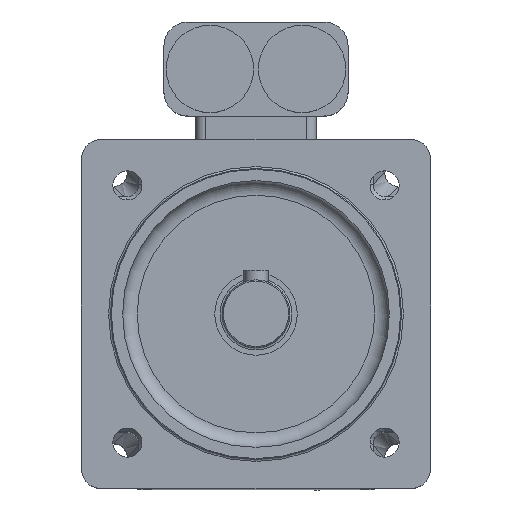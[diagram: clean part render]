
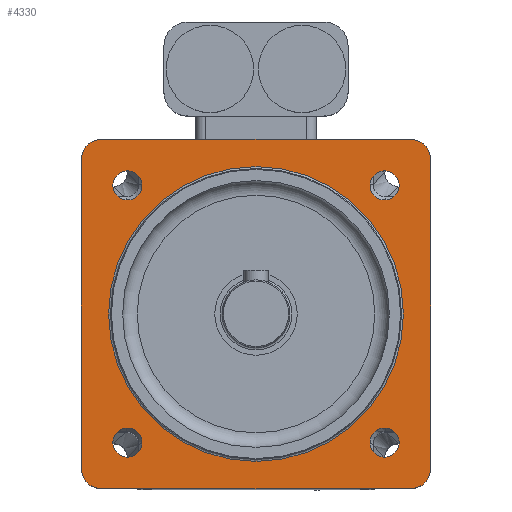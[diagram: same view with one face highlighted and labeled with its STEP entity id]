
A CAD part, top view. The second image highlights one B-rep face of the part: STEP entity #4330.
In plain terms, the highlighted planar face has unit normal (0, 0, 1).
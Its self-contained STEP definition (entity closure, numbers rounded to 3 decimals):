
#4196=CARTESIAN_POINT('',(30.4,0.,10.));
#4197=VERTEX_POINT('',#4196);
#4198=CARTESIAN_POINT('',(0.,0.,10.));
#4199=DIRECTION('',(0.0,0.0,1.0));
#4200=DIRECTION('',(-1.0,0.0,0.0));
#4201=AXIS2_PLACEMENT_3D('',#4198,#4199,#4200);
#4202=CIRCLE('',#4201,30.4);
#4203=EDGE_CURVE('',#4197,#4197,#4202,.T.);
#4208=CARTESIAN_POINT('',(0.,0.,10.));
#4209=DIRECTION('',(0.0,0.0,-1.0));
#4210=DIRECTION('',(-1.0,0.0,0.0));
#4211=AXIS2_PLACEMENT_3D('',#4208,#4209,#4210);
#4212=PLANE('',#4211);
#4213=CARTESIAN_POINT('',(32.0,36.,10.));
#4214=VERTEX_POINT('',#4213);
#4215=CARTESIAN_POINT('',(36.,32.,10.));
#4216=VERTEX_POINT('',#4215);
#4217=CARTESIAN_POINT('',(32.0,32.0,10.));
#4218=DIRECTION('',(0.0,0.0,-1.0));
#4219=DIRECTION('',(0.707,0.707,0.0));
#4220=AXIS2_PLACEMENT_3D('',#4217,#4218,#4219);
#4221=CIRCLE('',#4220,4.);
#4222=EDGE_CURVE('',#4214,#4216,#4221,.T.);
#4223=ORIENTED_EDGE('',*,*,#4222,.F.);
#4224=CARTESIAN_POINT('',(-32.,36.,10.));
#4225=VERTEX_POINT('',#4224);
#4226=CARTESIAN_POINT('',(-32.,36.,10.));
#4227=DIRECTION('',(1.0,0.0,0.0));
#4228=VECTOR('',#4227,64.);
#4229=LINE('',#4226,#4228);
#4230=EDGE_CURVE('',#4225,#4214,#4229,.T.);
#4231=ORIENTED_EDGE('',*,*,#4230,.F.);
#4232=CARTESIAN_POINT('',(-36.,32.0,10.));
#4233=VERTEX_POINT('',#4232);
#4234=CARTESIAN_POINT('',(-32.,32.0,10.));
#4235=DIRECTION('',(0.0,0.0,-1.));
#4236=DIRECTION('',(-0.707,0.707,0.0));
#4237=AXIS2_PLACEMENT_3D('',#4234,#4235,#4236);
#4238=CIRCLE('',#4237,4.);
#4239=EDGE_CURVE('',#4233,#4225,#4238,.T.);
#4240=ORIENTED_EDGE('',*,*,#4239,.F.);
#4241=CARTESIAN_POINT('',(-36.,-32.0,10.));
#4242=VERTEX_POINT('',#4241);
#4243=CARTESIAN_POINT('',(-36.,-32.0,10.));
#4244=DIRECTION('',(0.0,1.0,0.0));
#4245=VECTOR('',#4244,64.0);
#4246=LINE('',#4243,#4245);
#4247=EDGE_CURVE('',#4242,#4233,#4246,.T.);
#4248=ORIENTED_EDGE('',*,*,#4247,.F.);
#4249=CARTESIAN_POINT('',(-32.,-36.,10.));
#4250=VERTEX_POINT('',#4249);
#4251=CARTESIAN_POINT('',(-32.,-32.0,10.));
#4252=DIRECTION('',(0.0,0.0,-1.0));
#4253=DIRECTION('',(-0.707,-0.707,0.0));
#4254=AXIS2_PLACEMENT_3D('',#4251,#4252,#4253);
#4255=CIRCLE('',#4254,4.);
#4256=EDGE_CURVE('',#4250,#4242,#4255,.T.);
#4257=ORIENTED_EDGE('',*,*,#4256,.F.);
#4258=CARTESIAN_POINT('',(32.0,-36.0,10.));
#4259=VERTEX_POINT('',#4258);
#4260=CARTESIAN_POINT('',(32.0,-36.0,10.));
#4261=DIRECTION('',(-1.0,0.0,0.0));
#4262=VECTOR('',#4261,64.);
#4263=LINE('',#4260,#4262);
#4264=EDGE_CURVE('',#4259,#4250,#4263,.T.);
#4265=ORIENTED_EDGE('',*,*,#4264,.F.);
#4266=CARTESIAN_POINT('',(36.,-32.0,10.));
#4267=VERTEX_POINT('',#4266);
#4268=CARTESIAN_POINT('',(32.0,-32.0,10.));
#4269=DIRECTION('',(0.0,0.0,-1.));
#4270=DIRECTION('',(0.707,-0.707,0.0));
#4271=AXIS2_PLACEMENT_3D('',#4268,#4269,#4270);
#4272=CIRCLE('',#4271,4.);
#4273=EDGE_CURVE('',#4267,#4259,#4272,.T.);
#4274=ORIENTED_EDGE('',*,*,#4273,.F.);
#4275=CARTESIAN_POINT('',(36.,32.,10.));
#4276=DIRECTION('',(0.0,-1.0,0.0));
#4277=VECTOR('',#4276,64.);
#4278=LINE('',#4275,#4277);
#4279=EDGE_CURVE('',#4216,#4267,#4278,.T.);
#4280=ORIENTED_EDGE('',*,*,#4279,.F.);
#4281=EDGE_LOOP('',(#4223,#4231,#4240,#4248,#4257,#4265,#4274,#4280));
#4282=FACE_OUTER_BOUND('',#4281,.T.);
#4283=CARTESIAN_POINT('',(-23.517,26.517,10.));
#4284=VERTEX_POINT('',#4283);
#4285=CARTESIAN_POINT('',(-26.517,26.517,10.));
#4286=DIRECTION('',(0.0,0.0,-1.0));
#4287=DIRECTION('',(-1.0,0.0,0.0));
#4288=AXIS2_PLACEMENT_3D('',#4285,#4286,#4287);
#4289=CIRCLE('',#4288,3.);
#4290=EDGE_CURVE('',#4284,#4284,#4289,.T.);
#4291=ORIENTED_EDGE('',*,*,#4290,.T.);
#4292=EDGE_LOOP('',(#4291));
#4293=FACE_BOUND('',#4292,.T.);
#4294=CARTESIAN_POINT('',(-23.517,-26.517,10.));
#4295=VERTEX_POINT('',#4294);
#4296=CARTESIAN_POINT('',(-26.517,-26.517,10.));
#4297=DIRECTION('',(0.0,0.0,-1.0));
#4298=DIRECTION('',(-1.0,0.0,0.0));
#4299=AXIS2_PLACEMENT_3D('',#4296,#4297,#4298);
#4300=CIRCLE('',#4299,3.);
#4301=EDGE_CURVE('',#4295,#4295,#4300,.T.);
#4302=ORIENTED_EDGE('',*,*,#4301,.T.);
#4303=EDGE_LOOP('',(#4302));
#4304=FACE_BOUND('',#4303,.T.);
#4305=CARTESIAN_POINT('',(29.517,-26.517,10.));
#4306=VERTEX_POINT('',#4305);
#4307=CARTESIAN_POINT('',(26.517,-26.517,10.));
#4308=DIRECTION('',(0.0,0.0,-1.0));
#4309=DIRECTION('',(-1.0,0.0,0.0));
#4310=AXIS2_PLACEMENT_3D('',#4307,#4308,#4309);
#4311=CIRCLE('',#4310,3.);
#4312=EDGE_CURVE('',#4306,#4306,#4311,.T.);
#4313=ORIENTED_EDGE('',*,*,#4312,.T.);
#4314=EDGE_LOOP('',(#4313));
#4315=FACE_BOUND('',#4314,.T.);
#4316=CARTESIAN_POINT('',(29.517,26.517,10.));
#4317=VERTEX_POINT('',#4316);
#4318=CARTESIAN_POINT('',(26.517,26.517,10.));
#4319=DIRECTION('',(0.0,0.0,-1.0));
#4320=DIRECTION('',(-1.0,0.0,0.0));
#4321=AXIS2_PLACEMENT_3D('',#4318,#4319,#4320);
#4322=CIRCLE('',#4321,3.);
#4323=EDGE_CURVE('',#4317,#4317,#4322,.T.);
#4324=ORIENTED_EDGE('',*,*,#4323,.T.);
#4325=EDGE_LOOP('',(#4324));
#4326=FACE_BOUND('',#4325,.T.);
#4327=ORIENTED_EDGE('',*,*,#4203,.F.);
#4328=EDGE_LOOP('',(#4327));
#4329=FACE_BOUND('',#4328,.T.);
#4330=ADVANCED_FACE('',(#4282,#4293,#4304,#4315,#4326,#4329),#4212,.F.);
